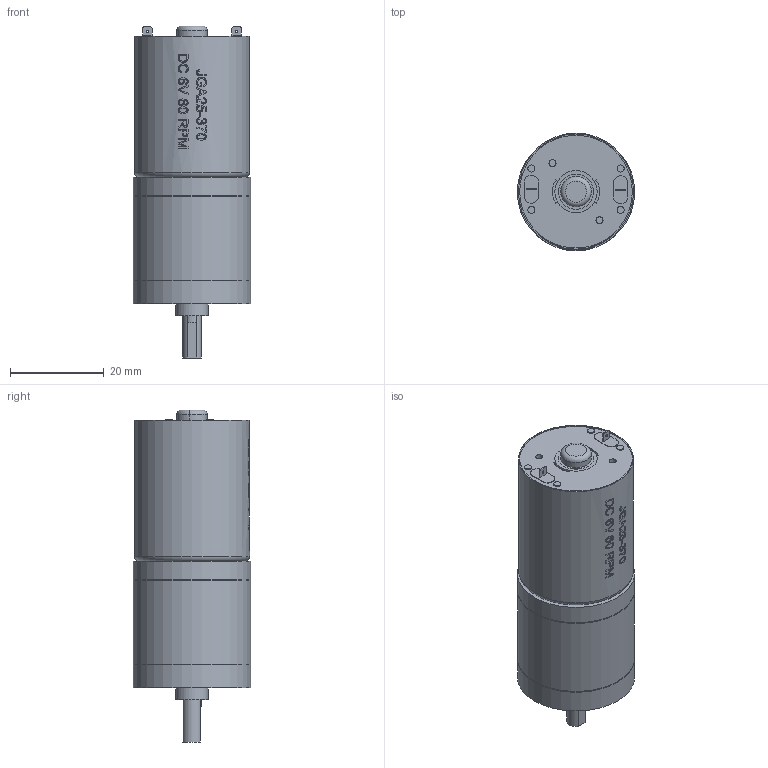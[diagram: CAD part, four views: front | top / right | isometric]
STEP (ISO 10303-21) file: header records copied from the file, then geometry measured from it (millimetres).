
FILE_DESCRIPTION(/* description */ (''),/* implementation_level */ '2;1');
FILE_NAME(/* name */ 'motorreductor v4.step',/* time_stamp */ '2019-10-31T10:48:16-06:00',/* author */ (''),/* organization */ (''),/* preprocessor_version */ 'ST-DEVELOPER v18',/* originating_system */ 'Autodesk Translation Framework v8.9.1.1155',/* authorisation */ '');
FILE_SCHEMA (('AUTOMOTIVE_DESIGN { 1 0 10303 214 3 1 1 }'));
Length unit declared in the file: millimetre
Products named in the file (9): motorreductor; Component2; Component3; Component4; Component5; Component6; Component7; tornillo_motor; Component8
Assembly tree (9 placements, depth 2):
  motorreductor
    Component2
    Component3
    Component4
    Component5
    Component6
    Component7
    tornillo_motor  x2
    Component8
Bounding box: 25 x 25 x 70.7 mm (x, y, z)
Volume: 27377.5 mm3; surface area: 11145.1 mm2
Topology: 10 solids, 10 shells, 486 faces, 1588 edges, 1173 vertices
Faces by surface type: cylinder 391, plane 89, bspline 4, torus 2
Full cylindrical faces by diameter (mm): 0.5 x2, 1.478 x150, 1.5 x6, 1.775 x6, 1.933 x152, 2.3 x4, 2.529 x2, 4.8 x2, 5 x2, 6.5 x1, 7 x1, 7.5 x1, 9 x1, 24 x1, 24.5 x1, 25 x5
Entity records: 21681 total; most frequent: CARTESIAN_POINT 12936, ORIENTED_EDGE 2144, DIRECTION 1173, EDGE_CURVE 1072, VERTEX_POINT 831, B_SPLINE_CURVE_WITH_KNOTS 663, AXIS2_PLACEMENT_3D 439, EDGE_LOOP 377
